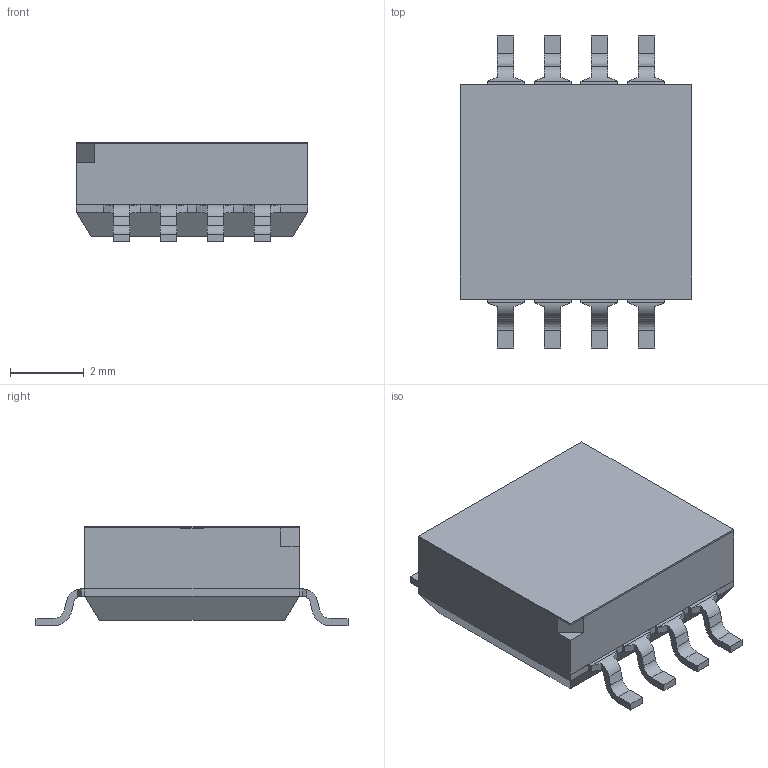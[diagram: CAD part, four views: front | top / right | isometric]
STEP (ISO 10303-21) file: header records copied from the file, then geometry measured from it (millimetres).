
FILE_DESCRIPTION( ( 'Unknown' ), '1' );
FILE_NAME( '416131160804.stp', 'Unknown', ( 'Unknown' ), ( 'Unknown' ), 'PSStep 17.0.49', 'Unknown', ' ' );
FILE_SCHEMA( ( 'AUTOMOTIVE_DESIGN { 1 0 10303 214 1 1 1 1 }' ) );
Length unit declared in the file: millimetre
Products named in the file (8): Assem1; Terminal; Actuator; Contact; Lead_Terminal 04; Housing_04; Cover_Tape_04
Assembly tree (19 placements, depth 2):
  Assem1
    Terminal  x4
    Terminal  x4
    Actuator  x4
    Contact  x4
    Lead_Terminal 04
    Housing_04
    Cover_Tape_04
Bounding box: 6.25 x 8.44 x 2.7 mm (x, y, z)
Volume: 75.5 mm3; surface area: 466.8 mm2
Topology: 19 solids, 19 shells, 652 faces, 1757 edges, 1146 vertices
Faces by surface type: plane 550, cylinder 92, extrusion 10
Full cylindrical faces by diameter (mm): 0.5 x4
Entity records: 14353 total; most frequent: CARTESIAN_POINT 2645, ORIENTED_EDGE 1910, DIRECTION 1609, EDGE_CURVE 955, VECTOR 761, LINE 751, VERTEX_POINT 620, AXIS2_PLACEMENT_3D 424
